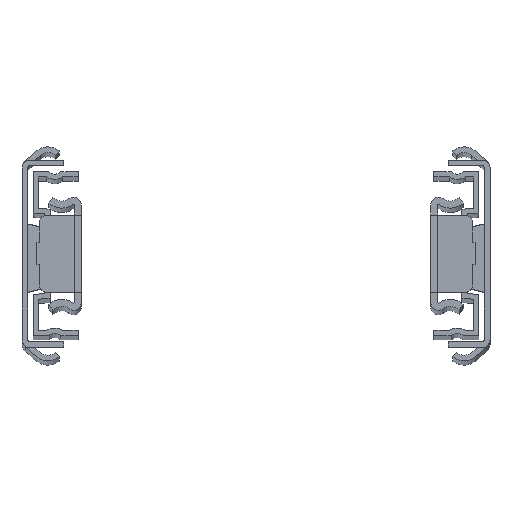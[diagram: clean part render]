
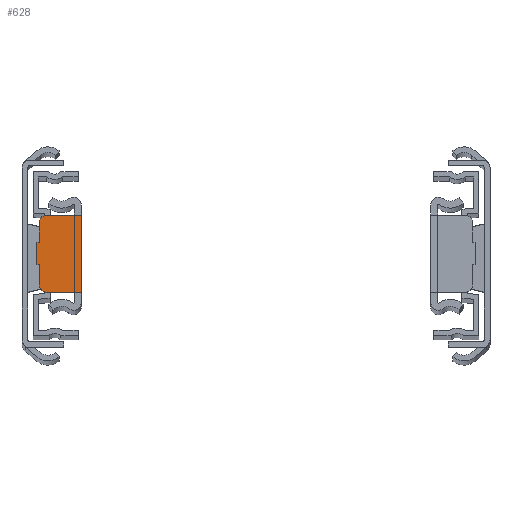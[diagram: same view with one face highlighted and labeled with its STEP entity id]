
A CAD part, top view. The second image highlights one B-rep face of the part: STEP entity #628.
In plain terms, the highlighted face is planar.
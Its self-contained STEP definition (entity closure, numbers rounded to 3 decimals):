
#628 = ADVANCED_FACE( '', ( #1358 ), #1359, .F. );
#1358 = FACE_OUTER_BOUND( '', #2132, .T. );
#1359 = PLANE( '', #2133 );
#2132 = EDGE_LOOP( '', ( #3848, #3849, #3850, #3851, #3852, #3853, #3854, #3855, #3856, #3857 ) );
#2133 = AXIS2_PLACEMENT_3D( '', #3858, #3859, #3860 );
#3848 = ORIENTED_EDGE( '', *, *, #4627, .F. );
#3849 = ORIENTED_EDGE( '', *, *, #4646, .F. );
#3850 = ORIENTED_EDGE( '', *, *, #5192, .F. );
#3851 = ORIENTED_EDGE( '', *, *, #5193, .F. );
#3852 = ORIENTED_EDGE( '', *, *, #5183, .F. );
#3853 = ORIENTED_EDGE( '', *, *, #5047, .F. );
#3854 = ORIENTED_EDGE( '', *, *, #5194, .F. );
#3855 = ORIENTED_EDGE( '', *, *, #5195, .F. );
#3856 = ORIENTED_EDGE( '', *, *, #5196, .F. );
#3857 = ORIENTED_EDGE( '', *, *, #4947, .F. );
#3858 = CARTESIAN_POINT( '', ( 0., 0., 0. ) );
#3859 = DIRECTION( '', ( 0., 1., 0. ) );
#3860 = DIRECTION( '', ( 0., 0., 1. ) );
#4627 = EDGE_CURVE( '', #5582, #5584, #5585, .T. );
#4646 = EDGE_CURVE( '', #5617, #5582, #5618, .T. );
#4947 = EDGE_CURVE( '', #5584, #6093, #6094, .T. );
#5047 = EDGE_CURVE( '', #6246, #6247, #6248, .T. );
#5183 = EDGE_CURVE( '', #6247, #6434, #6435, .T. );
#5192 = EDGE_CURVE( '', #6444, #5617, #6445, .T. );
#5193 = EDGE_CURVE( '', #6434, #6444, #6446, .T. );
#5194 = EDGE_CURVE( '', #6447, #6246, #6448, .T. );
#5195 = EDGE_CURVE( '', #6449, #6447, #6450, .T. );
#5196 = EDGE_CURVE( '', #6093, #6449, #6451, .T. );
#5582 = VERTEX_POINT( '', #6936 );
#5584 = VERTEX_POINT( '', #6939 );
#5585 = LINE( '', #6940, #6941 );
#5617 = VERTEX_POINT( '', #6985 );
#5618 = CIRCLE( '', #6986, 1.6 );
#6093 = VERTEX_POINT( '', #7613 );
#6094 = LINE( '', #7614, #7615 );
#6246 = VERTEX_POINT( '', #7815 );
#6247 = VERTEX_POINT( '', #7816 );
#6248 = LINE( '', #7817, #7818 );
#6434 = VERTEX_POINT( '', #8081 );
#6435 = LINE( '', #8082, #8083 );
#6444 = VERTEX_POINT( '', #8093 );
#6445 = LINE( '', #8094, #8095 );
#6446 = LINE( '', #8096, #8097 );
#6447 = VERTEX_POINT( '', #8098 );
#6448 = LINE( '', #8099, #8100 );
#6449 = VERTEX_POINT( '', #8101 );
#6450 = CIRCLE( '', #8102, 1.6 );
#6451 = LINE( '', #8103, #8104 );
#6936 = CARTESIAN_POINT( '', ( 5.3, 0., 8.25 ) );
#6939 = CARTESIAN_POINT( '', ( 12.7, 0., 8.25 ) );
#6940 = CARTESIAN_POINT( '', ( 11.2, 0., 8.25 ) );
#6941 = VECTOR( '', #8452, 1000. );
#6985 = CARTESIAN_POINT( '', ( 3.7, 0., 6.65 ) );
#6986 = AXIS2_PLACEMENT_3D( '', #8471, #8472, #8473 );
#7613 = CARTESIAN_POINT( '', ( 12.7, 0., -8.25 ) );
#7614 = CARTESIAN_POINT( '', ( 12.7, 0., 8.25 ) );
#7615 = VECTOR( '', #8902, 1000. );
#7815 = CARTESIAN_POINT( '', ( 3.7, 0., -2.4 ) );
#7816 = CARTESIAN_POINT( '', ( 3.2, 0., -2.4 ) );
#7817 = CARTESIAN_POINT( '', ( 3.7, 0., -2.4 ) );
#7818 = VECTOR( '', #9044, 1000. );
#8081 = CARTESIAN_POINT( '', ( 3.2, 0., 2.4 ) );
#8082 = CARTESIAN_POINT( '', ( 3.2, 0., -2.4 ) );
#8083 = VECTOR( '', #9191, 1000. );
#8093 = CARTESIAN_POINT( '', ( 3.7, 0., 2.4 ) );
#8094 = CARTESIAN_POINT( '', ( 3.7, 0., 2.4 ) );
#8095 = VECTOR( '', #9202, 1000. );
#8096 = CARTESIAN_POINT( '', ( 3.2, 0., 2.4 ) );
#8097 = VECTOR( '', #9203, 1000. );
#8098 = CARTESIAN_POINT( '', ( 3.7, 0., -6.65 ) );
#8099 = CARTESIAN_POINT( '', ( 3.7, 0., -6.65 ) );
#8100 = VECTOR( '', #9204, 1000. );
#8101 = CARTESIAN_POINT( '', ( 5.3, 0., -8.25 ) );
#8102 = AXIS2_PLACEMENT_3D( '', #9205, #9206, #9207 );
#8103 = CARTESIAN_POINT( '', ( 12.7, 0., -8.25 ) );
#8104 = VECTOR( '', #9208, 1000. );
#8452 = DIRECTION( '', ( 1., 0., 0. ) );
#8471 = CARTESIAN_POINT( '', ( 5.3, 0., 6.65 ) );
#8472 = DIRECTION( '', ( 0., 1., 0. ) );
#8473 = DIRECTION( '', ( 1., 0., 0. ) );
#8902 = DIRECTION( '', ( 0., 0., -1. ) );
#9044 = DIRECTION( '', ( -1., 0., 0. ) );
#9191 = DIRECTION( '', ( 0., 0., 1. ) );
#9202 = DIRECTION( '', ( 0., 0., 1. ) );
#9203 = DIRECTION( '', ( 1., 0., 0. ) );
#9204 = DIRECTION( '', ( 0., 0., 1. ) );
#9205 = CARTESIAN_POINT( '', ( 5.3, 0., -6.65 ) );
#9206 = DIRECTION( '', ( 0., 1., 0. ) );
#9207 = DIRECTION( '', ( 1., 0., 0. ) );
#9208 = DIRECTION( '', ( -1., 0., 0. ) );
